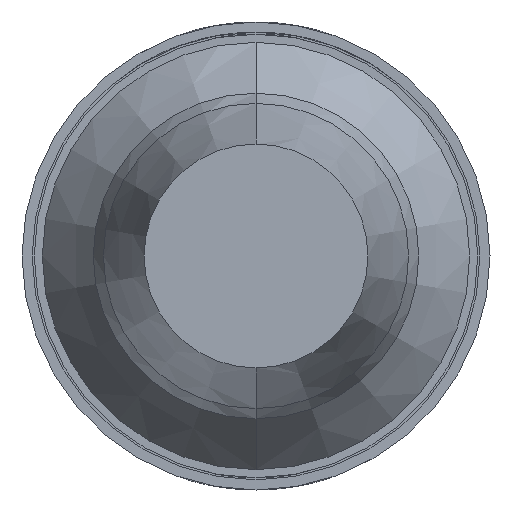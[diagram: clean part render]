
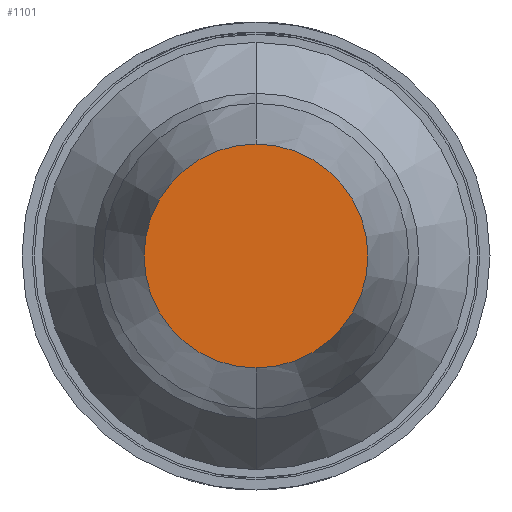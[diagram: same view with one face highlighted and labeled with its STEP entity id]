
A CAD part, front view. The second image highlights one B-rep face of the part: STEP entity #1101.
In plain terms, the highlighted planar face has unit normal (0, -1, 0).
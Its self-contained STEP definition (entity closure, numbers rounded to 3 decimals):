
#350 = DIRECTION ( 'NONE',  ( 0., 1., 0. ) ) ;
#442 = CIRCLE ( 'NONE', #3866, 0.55 ) ;
#751 = DIRECTION ( 'NONE',  ( 0., 1., 0. ) ) ;
#772 = FACE_OUTER_BOUND ( 'NONE', #6152, .T. ) ;
#879 = CARTESIAN_POINT ( 'NONE',  ( 0., -36.5, 0.55 ) ) ;
#1101 = ADVANCED_FACE ( 'Defeature ausgef�hrt5_4', ( #772 ), #4187, .F. ) ;
#1231 = AXIS2_PLACEMENT_3D ( 'NONE', #5224, #2639, #5707 ) ;
#1611 = CARTESIAN_POINT ( 'NONE',  ( 0., -36.5, 0. ) ) ;
#2369 = VERTEX_POINT ( 'NONE', #879 ) ;
#2639 = DIRECTION ( 'NONE',  ( 0., 1., 0. ) ) ;
#2845 = DIRECTION ( 'NONE',  ( 0., 0., 1. ) ) ;
#3866 = AXIS2_PLACEMENT_3D ( 'NONE', #5969, #350, #4950 ) ;
#4098 = AXIS2_PLACEMENT_3D ( 'NONE', #1611, #751, #2845 ) ;
#4187 = PLANE ( 'NONE',  #1231 ) ;
#4723 = ORIENTED_EDGE ( 'NONE', *, *, #6112, .F. ) ;
#4761 = EDGE_CURVE ( 'Defeature ausgef�hrt5_5+Defeature ausgef�hrt5_4+Defeature ausgef�hrt5_4+Defeature ausgef�hrt5_4', #2369, #4938, #442, .T. ) ;
#4938 = VERTEX_POINT ( 'NONE', #6589 ) ;
#4950 = DIRECTION ( 'NONE',  ( 0., 0., 1. ) ) ;
#5224 = CARTESIAN_POINT ( 'NONE',  ( 0., -36.5, 0. ) ) ;
#5646 = ORIENTED_EDGE ( 'NONE', *, *, #4761, .F. ) ;
#5707 = DIRECTION ( 'NONE',  ( 0., 0., 1. ) ) ;
#5969 = CARTESIAN_POINT ( 'NONE',  ( 0., -36.5, 0. ) ) ;
#6112 = EDGE_CURVE ( 'Defeature ausgef�hrt5_5+Defeature ausgef�hrt5_4+Defeature ausgef�hrt5_4+Defeature ausgef�hrt5_4', #4938, #2369, #6333, .T. ) ;
#6152 = EDGE_LOOP ( 'NONE', ( #5646, #4723 ) ) ;
#6333 = CIRCLE ( 'NONE', #4098, 0.55 ) ;
#6589 = CARTESIAN_POINT ( 'NONE',  ( 0., -36.5, -0.55 ) ) ;
